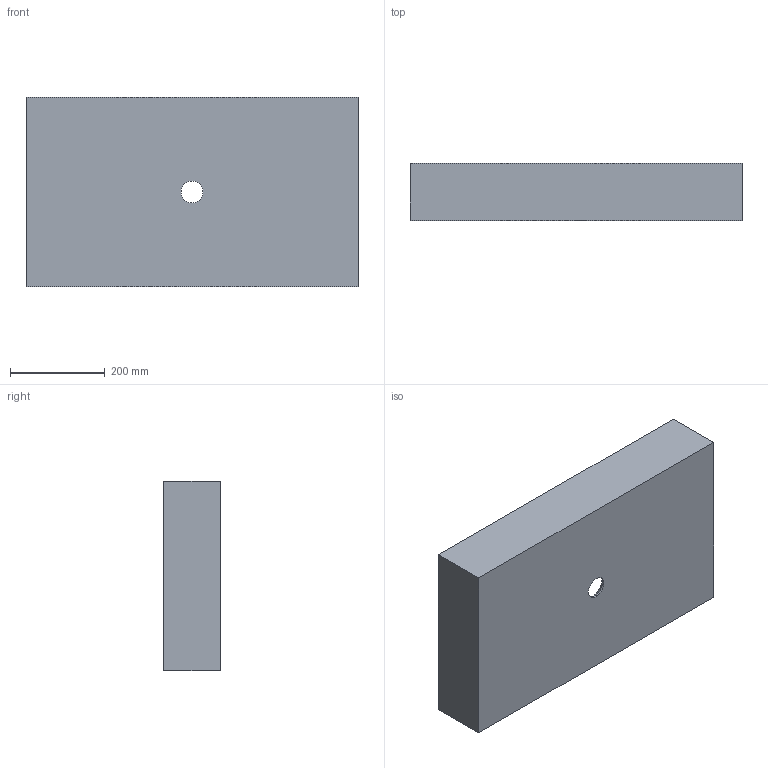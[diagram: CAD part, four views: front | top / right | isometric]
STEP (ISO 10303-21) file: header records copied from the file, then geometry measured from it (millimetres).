
FILE_DESCRIPTION (( 'STEP AP214' ), '1' );
FILE_NAME ('JUK-870000.STEP', '2018-09-20T09:19:46', ( 'User' ), ( '' ), 'SwSTEP 2.0', 'SolidWorks 2017', '' );
FILE_SCHEMA (( 'AUTOMOTIVE_DESIGN' ));
Length unit declared in the file: millimetre
Products named in the file (2): JUK-870000
Bounding box: 700 x 120 x 400 mm (x, y, z)
Volume: 12618822.7 mm3; surface area: 915938.2 mm2
Topology: 1 solids, 1 shells, 27 faces, 64 edges, 36 vertices
Faces by surface type: bspline 16, plane 7, cone 2, cylinder 2
Entity records: 3321 total; most frequent: CARTESIAN_POINT 2763, ORIENTED_EDGE 120, DIRECTION 70, EDGE_CURVE 60, VERTEX_POINT 36, EDGE_LOOP 30, LINE 28, VECTOR 28
